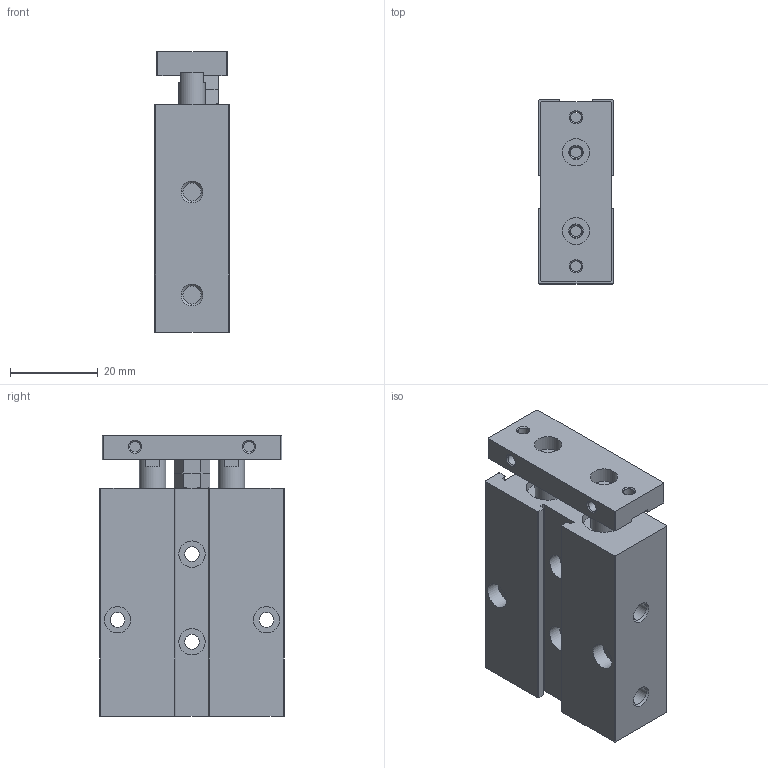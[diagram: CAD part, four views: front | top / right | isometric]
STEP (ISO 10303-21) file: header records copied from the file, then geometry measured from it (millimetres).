
FILE_DESCRIPTION( ( 'STEP AP203' ), '1' );
FILE_NAME( 'EN10X10-S()(0).stp', '2021-10-12T02:25:01', ( 'License CC BY-ND 4.0' ), ( 'CADENAS' ), ' ', 'PARTsolutions', ' ' );
FILE_SCHEMA( ( 'CONFIG_CONTROL_DESIGN' ) );
Length unit declared in the file: millimetre
Products named in the file (3): EN10X10-S()(0); _EN10X10()(body); _EN10X10(rod)
Assembly tree (2 placements, depth 2):
  EN10X10-S()(0)
    _EN10X10()(body)
    _EN10X10(rod)
Bounding box: 17 x 42 x 64 mm (x, y, z)
Volume: 34251.6 mm3; surface area: 17275 mm2
Topology: 2 solids, 2 shells, 201 faces, 465 edges, 298 vertices
Faces by surface type: plane 109, cylinder 64, cone 28
Full cylindrical faces by diameter (mm): 2.459 x8, 3.3 x2, 3.4 x4, 4.134 x2, 6 x12, 6.2 x2, 10 x8
Entity records: 5542 total; most frequent: CARTESIAN_POINT 1026, DIRECTION 936, ORIENTED_EDGE 812, EDGE_CURVE 406, AXIS2_PLACEMENT_3D 366, EDGE_LOOP 294, VERTEX_POINT 288, FACE_OUTER_BOUND 239
